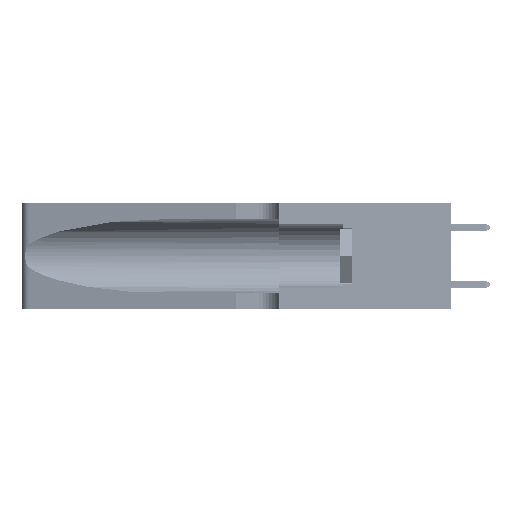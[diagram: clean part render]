
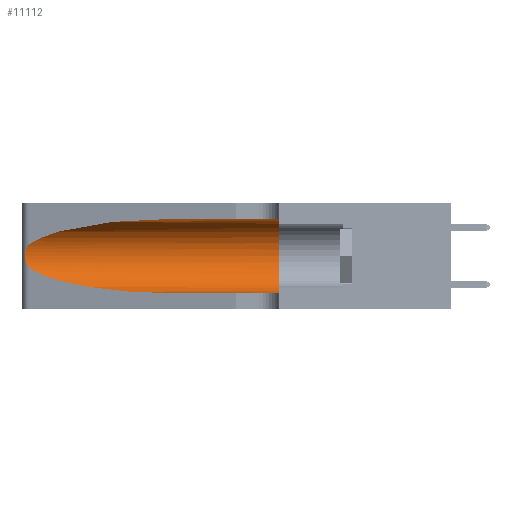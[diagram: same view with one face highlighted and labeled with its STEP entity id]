
A CAD part, left-side view. The second image highlights one B-rep face of the part: STEP entity #11112.
In plain terms, the highlighted cylindrical face has radius 3.308 mm (diameter 6.617 mm), a partial arc.
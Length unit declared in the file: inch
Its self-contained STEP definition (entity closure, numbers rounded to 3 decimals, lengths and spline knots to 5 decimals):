
#720 = CARTESIAN_POINT ( 'NONE',  ( 0.25639, 1.23184, 0.21858 ) ) ;
#1516 = DIRECTION ( 'NONE',  ( 0., -1., 0. ) ) ;
#3549 = B_SPLINE_CURVE_WITH_KNOTS ( 'NONE', 3,
 ( #24777, #8473, #720, #28676, #48501, #28858, #29031, #8985, #44455, #44626, #20917, #4599, #28328, #37092 ),
 .UNSPECIFIED., .F., .F.,
 ( 4, 2, 2, 2, 2, 2, 4 ),
 ( 0., 0.00027, 0.00053, 0.00107, 0.0016, 0.00187, 0.00214 ),
 .UNSPECIFIED. ) ;
#3662 = EDGE_CURVE ( 'NONE', #11370, #42854, #9709, .T. ) ;
#4066 = CARTESIAN_POINT ( 'NONE',  ( 0.25487, 1.22718, 0.14631 ) ) ;
#4557 = LINE ( 'NONE', #21438, #51124 ) ;
#4599 = CARTESIAN_POINT ( 'NONE',  ( 0.25639, 1.23186, 0.15144 ) ) ;
#5759 = CIRCLE ( 'NONE', #15139, 0.13025 ) ;
#7148 = CARTESIAN_POINT ( 'NONE',  ( 0.1305, 0.35, 0.05475 ) ) ;
#7305 = CARTESIAN_POINT ( 'NONE',  ( 0.1305, 0.72297, 0.31525 ) ) ;
#7429 =( BOUNDED_CURVE ( )  B_SPLINE_CURVE ( 3, ( #7305, #47689, #7484, #35417 ),
 .UNSPECIFIED., .F., .F. ) 
 B_SPLINE_CURVE_WITH_KNOTS ( ( 4, 4 ),
 ( 1.5708, 2.84003 ),
 .UNSPECIFIED. ) 
 CURVE ( )  GEOMETRIC_REPRESENTATION_ITEM ( )  RATIONAL_B_SPLINE_CURVE ( ( 1., 0.87, 0.87, 1. ) ) 
 REPRESENTATION_ITEM ( '' )  );
#7484 = CARTESIAN_POINT ( 'NONE',  ( 0.2373, 1.15595, 0.28018 ) ) ;
#7518 = CARTESIAN_POINT ( 'NONE',  ( 0.25487, 1.22718, 0.14631 ) ) ;
#7638 = CARTESIAN_POINT ( 'NONE',  ( 0.25487, 1.22718, 0.22369 ) ) ;
#8473 = CARTESIAN_POINT ( 'NONE',  ( 0.25555, 1.22994, 0.2215 ) ) ;
#8985 = CARTESIAN_POINT ( 'NONE',  ( 0.26075, 1.23896, 0.178 ) ) ;
#9709 = LINE ( 'NONE', #27831, #13503 ) ;
#11112 = ADVANCED_FACE ( 'NONE', ( #36363 ), #25655, .F. ) ;
#11370 = VERTEX_POINT ( 'NONE', #11491 ) ;
#11491 = CARTESIAN_POINT ( 'NONE',  ( 0.1305, 0.72297, 0.05475 ) ) ;
#12145 = CARTESIAN_POINT ( 'NONE',  ( 0.1305, 0.72297, 0.05475 ) ) ;
#13503 = VECTOR ( 'NONE', #15873, 39.37008 ) ;
#15139 = AXIS2_PLACEMENT_3D ( 'NONE', #17104, #21141, #20621 ) ;
#15842 = CARTESIAN_POINT ( 'NONE',  ( 0.2373, 1.15595, 0.08982 ) ) ;
#15873 = DIRECTION ( 'NONE',  ( 0., -1., 0. ) ) ;
#17104 = CARTESIAN_POINT ( 'NONE',  ( 0.1305, 0.35, 0.185 ) ) ;
#18043 = DIRECTION ( 'NONE',  ( 0., 0., -1. ) ) ;
#20259 = EDGE_CURVE ( 'NONE', #46444, #21732, #3549, .T. ) ;
#20621 = DIRECTION ( 'NONE',  ( 0., 0., 1. ) ) ;
#20917 = CARTESIAN_POINT ( 'NONE',  ( 0.25789, 1.23486, 0.15765 ) ) ;
#21141 = DIRECTION ( 'NONE',  ( 0., 1., 0. ) ) ;
#21438 = CARTESIAN_POINT ( 'NONE',  ( 0.1305, 1.61858, 0.31525 ) ) ;
#21732 = VERTEX_POINT ( 'NONE', #7518 ) ;
#23380 = VERTEX_POINT ( 'NONE', #49172 ) ;
#24777 = CARTESIAN_POINT ( 'NONE',  ( 0.25487, 1.22718, 0.22369 ) ) ;
#25655 = CYLINDRICAL_SURFACE ( 'NONE', #48613, 0.13025 ) ;
#26756 =( BOUNDED_CURVE ( )  B_SPLINE_CURVE ( 3, ( #4066, #15842, #31842, #12145 ),
 .UNSPECIFIED., .F., .F. ) 
 B_SPLINE_CURVE_WITH_KNOTS ( ( 4, 4 ),
 ( 3.44316, 4.71239 ),
 .UNSPECIFIED. ) 
 CURVE ( )  GEOMETRIC_REPRESENTATION_ITEM ( )  RATIONAL_B_SPLINE_CURVE ( ( 1., 0.87, 0.87, 1. ) ) 
 REPRESENTATION_ITEM ( '' )  );
#27831 = CARTESIAN_POINT ( 'NONE',  ( 0.1305, 1.61858, 0.05475 ) ) ;
#28328 = CARTESIAN_POINT ( 'NONE',  ( 0.25555, 1.22993, 0.14849 ) ) ;
#28534 = EDGE_CURVE ( 'NONE', #39397, #42854, #5759, .T. ) ;
#28676 = CARTESIAN_POINT ( 'NONE',  ( 0.25787, 1.23484, 0.2124 ) ) ;
#28858 = CARTESIAN_POINT ( 'NONE',  ( 0.26018, 1.23835, 0.19895 ) ) ;
#29031 = CARTESIAN_POINT ( 'NONE',  ( 0.26075, 1.23896, 0.19203 ) ) ;
#31842 = CARTESIAN_POINT ( 'NONE',  ( 0.18966, 0.96281, 0.05475 ) ) ;
#34145 = EDGE_CURVE ( 'NONE', #21732, #11370, #26756, .T. ) ;
#35030 = ORIENTED_EDGE ( 'NONE', *, *, #28534, .F. ) ;
#35417 = CARTESIAN_POINT ( 'NONE',  ( 0.25487, 1.22718, 0.22369 ) ) ;
#36363 = FACE_OUTER_BOUND ( 'NONE', #50234, .T. ) ;
#37092 = CARTESIAN_POINT ( 'NONE',  ( 0.25487, 1.22718, 0.14631 ) ) ;
#37243 = ORIENTED_EDGE ( 'NONE', *, *, #49454, .T. ) ;
#39397 = VERTEX_POINT ( 'NONE', #50539 ) ;
#41648 = ORIENTED_EDGE ( 'NONE', *, *, #20259, .T. ) ;
#42072 = CARTESIAN_POINT ( 'NONE',  ( 0.1305, 1.61858, 0.185 ) ) ;
#42854 = VERTEX_POINT ( 'NONE', #7148 ) ;
#44455 = CARTESIAN_POINT ( 'NONE',  ( 0.26017, 1.23833, 0.17102 ) ) ;
#44626 = CARTESIAN_POINT ( 'NONE',  ( 0.25856, 1.23593, 0.16098 ) ) ;
#46444 = VERTEX_POINT ( 'NONE', #7638 ) ;
#46972 = ORIENTED_EDGE ( 'NONE', *, *, #3662, .T. ) ;
#47689 = CARTESIAN_POINT ( 'NONE',  ( 0.18966, 0.96281, 0.31525 ) ) ;
#48501 = CARTESIAN_POINT ( 'NONE',  ( 0.25854, 1.2359, 0.20912 ) ) ;
#48613 = AXIS2_PLACEMENT_3D ( 'NONE', #42072, #1516, #18043 ) ;
#49172 = CARTESIAN_POINT ( 'NONE',  ( 0.1305, 0.72297, 0.31525 ) ) ;
#49454 = EDGE_CURVE ( 'NONE', #23380, #46444, #7429, .T. ) ;
#49467 = ORIENTED_EDGE ( 'NONE', *, *, #34145, .T. ) ;
#50234 = EDGE_LOOP ( 'NONE', ( #37243, #41648, #49467, #46972, #35030, #50386 ) ) ;
#50237 = DIRECTION ( 'NONE',  ( 0., -1., 0. ) ) ;
#50386 = ORIENTED_EDGE ( 'NONE', *, *, #51353, .F. ) ;
#50539 = CARTESIAN_POINT ( 'NONE',  ( 0.1305, 0.35, 0.31525 ) ) ;
#51124 = VECTOR ( 'NONE', #50237, 39.37008 ) ;
#51353 = EDGE_CURVE ( 'NONE', #23380, #39397, #4557, .T. ) ;
